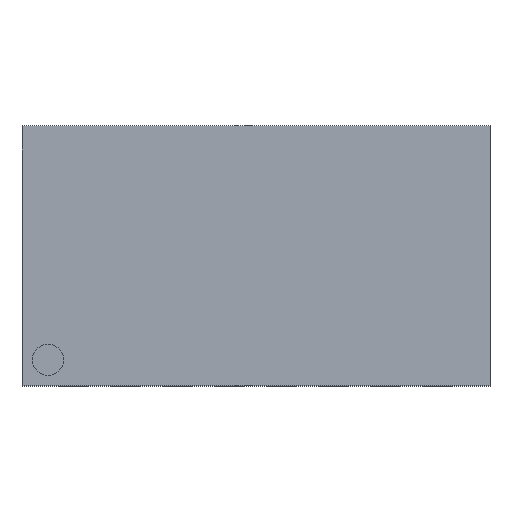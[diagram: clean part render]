
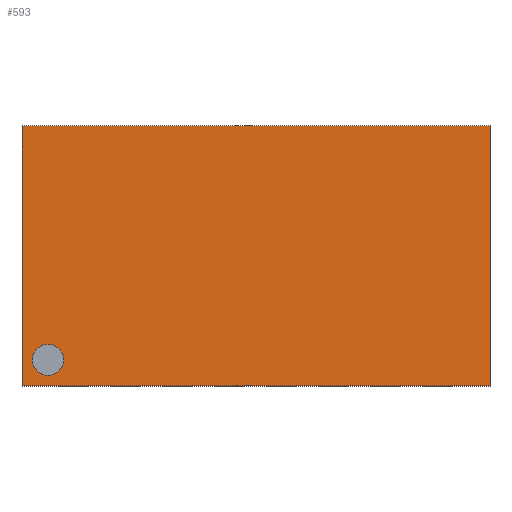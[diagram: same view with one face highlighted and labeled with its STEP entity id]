
A CAD part, top view. The second image highlights one B-rep face of the part: STEP entity #593.
In plain terms, the highlighted planar face has unit normal (0, 0, 1).
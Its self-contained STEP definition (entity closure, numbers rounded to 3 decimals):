
#593=ADVANCED_FACE('',(#1035,#1036),#813,.T.);
#813=PLANE('',#4334);
#1031=CIRCLE('',#4332,0.15);
#1032=CIRCLE('',#4333,0.15);
#1035=FACE_BOUND('',#1101,.T.);
#1036=FACE_BOUND('',#1102,.T.);
#1101=EDGE_LOOP('',(#1364,#1365,#1366,#1367));
#1102=EDGE_LOOP('',(#1368,#1369));
#1364=ORIENTED_EDGE('',*,*,#2764,.T.);
#1365=ORIENTED_EDGE('',*,*,#2765,.T.);
#1366=ORIENTED_EDGE('',*,*,#2766,.T.);
#1367=ORIENTED_EDGE('',*,*,#2767,.T.);
#1368=ORIENTED_EDGE('',*,*,#2768,.F.);
#1369=ORIENTED_EDGE('',*,*,#2769,.F.);
#2414=VERTEX_POINT('',#5529);
#2415=VERTEX_POINT('',#5530);
#2416=VERTEX_POINT('',#5532);
#2417=VERTEX_POINT('',#5534);
#2418=VERTEX_POINT('',#5537);
#2419=VERTEX_POINT('',#5538);
#2764=EDGE_CURVE('',#2414,#2415,#3289,.T.);
#2765=EDGE_CURVE('',#2415,#2416,#3290,.T.);
#2766=EDGE_CURVE('',#2416,#2417,#3291,.T.);
#2767=EDGE_CURVE('',#2417,#2414,#3292,.T.);
#2768=EDGE_CURVE('',#2418,#2419,#1031,.T.);
#2769=EDGE_CURVE('',#2419,#2418,#1032,.T.);
#3289=LINE('',#5528,#3810);
#3290=LINE('',#5531,#3811);
#3291=LINE('',#5533,#3812);
#3292=LINE('',#5535,#3813);
#3810=VECTOR('',#4558,1.);
#3811=VECTOR('',#4559,1.);
#3812=VECTOR('',#4560,1.);
#3813=VECTOR('',#4561,1.);
#4332=AXIS2_PLACEMENT_3D('',#5536,#4562,#4563);
#4333=AXIS2_PLACEMENT_3D('',#5539,#4564,#4565);
#4334=AXIS2_PLACEMENT_3D('',#5540,#4566,#4567);
#4558=DIRECTION('',(1.,0.,0.));
#4559=DIRECTION('',(0.,1.,0.));
#4560=DIRECTION('',(-1.,0.,0.));
#4561=DIRECTION('',(0.,-1.,0.));
#4562=DIRECTION('',(0.,0.,1.));
#4563=DIRECTION('',(-1.,0.,0.));
#4564=DIRECTION('',(0.,0.,1.));
#4565=DIRECTION('',(1.,0.,0.));
#4566=DIRECTION('',(0.,0.,1.));
#4567=DIRECTION('',(-1.,0.,0.));
#5528=CARTESIAN_POINT('',(-2.25,-1.25,1.076));
#5529=CARTESIAN_POINT('',(-2.25,-1.25,1.076));
#5530=CARTESIAN_POINT('',(2.25,-1.25,1.076));
#5531=CARTESIAN_POINT('',(2.25,-1.25,1.076));
#5532=CARTESIAN_POINT('',(2.25,1.25,1.076));
#5533=CARTESIAN_POINT('',(2.25,1.25,1.076));
#5534=CARTESIAN_POINT('',(-2.25,1.25,1.076));
#5535=CARTESIAN_POINT('',(-2.25,1.25,1.076));
#5536=CARTESIAN_POINT('',(-2.,-1.,1.076));
#5537=CARTESIAN_POINT('',(-2.15,-1.,1.076));
#5538=CARTESIAN_POINT('',(-1.85,-1.,1.076));
#5539=CARTESIAN_POINT('',(-2.,-1.,1.076));
#5540=CARTESIAN_POINT('',(0.,0.,1.076));
